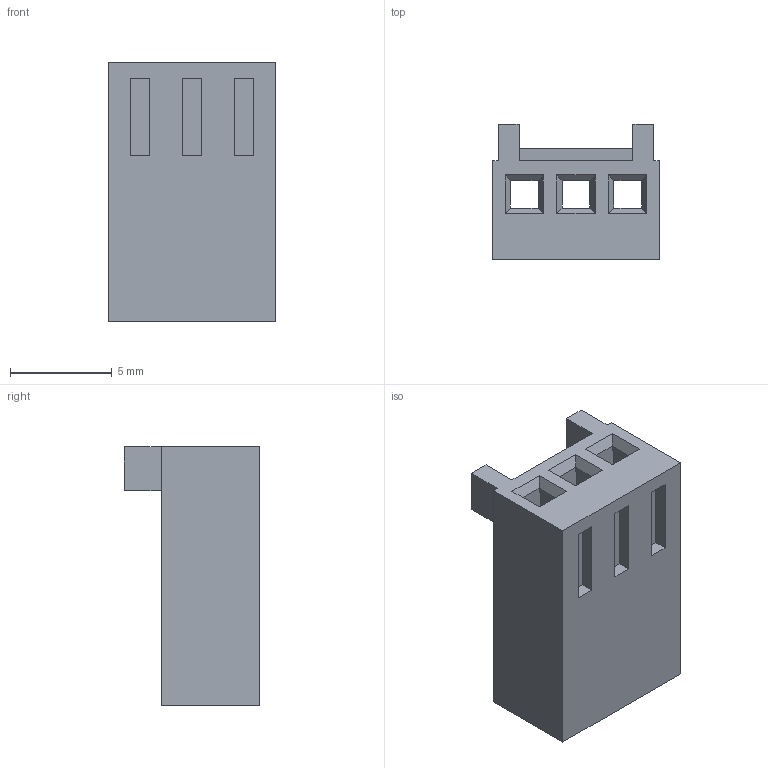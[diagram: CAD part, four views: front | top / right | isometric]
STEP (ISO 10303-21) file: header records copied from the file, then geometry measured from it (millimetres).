
FILE_DESCRIPTION((''),'2;1');
FILE_NAME('022013037','2013-10-11T',('me'),(''),'PRO/ENGINEER BY PARAMETRIC TECHNOLOGY CORPORATION, 2011490','PRO/ENGINEER BY PARAMETRIC TECHNOLOGY CORPORATION, 2011490','');
FILE_SCHEMA(('CONFIG_CONTROL_DESIGN'));
Length unit declared in the file: inch
Products named in the file (1): 022013037
Bounding box: 8.18 x 6.63 x 12.7 mm (x, y, z)
Volume: 341.4 mm3; surface area: 781.5 mm2
Topology: 1 solids, 1 shells, 77 faces, 211 edges, 146 vertices
Faces by surface type: plane 77
Entity records: 2418 total; most frequent: CARTESIAN_POINT 421, ORIENTED_EDGE 408, DIRECTION 367, VECTOR 211, LINE 211, EDGE_CURVE 204, VERTEX_POINT 132, EDGE_LOOP 86
